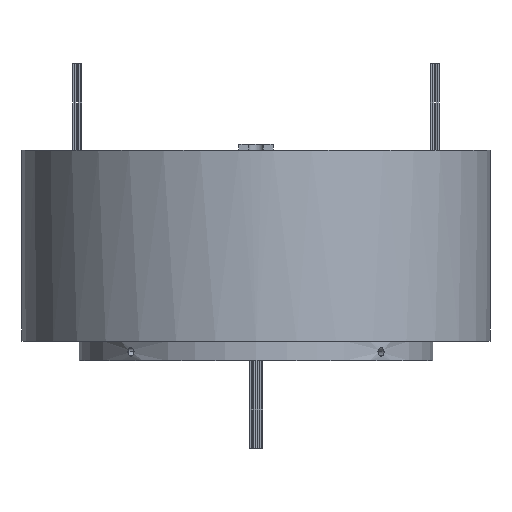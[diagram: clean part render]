
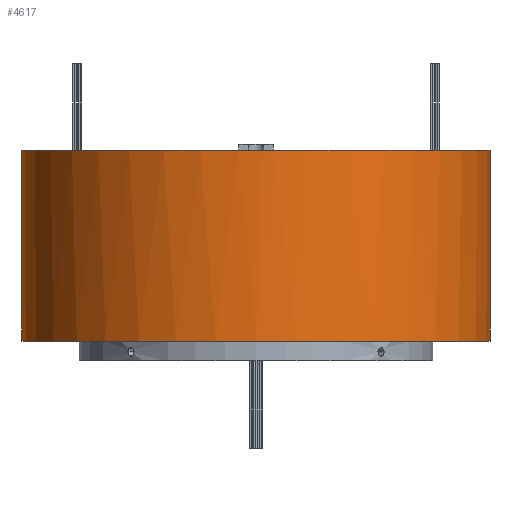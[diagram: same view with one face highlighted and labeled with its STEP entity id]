
A CAD part, front view. The second image highlights one B-rep face of the part: STEP entity #4617.
In plain terms, the highlighted cylindrical face has radius 238 mm (diameter 476 mm), a partial arc.
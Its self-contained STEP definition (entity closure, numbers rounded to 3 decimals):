
#158 = CARTESIAN_POINT ( 'NONE',  ( -238., 0., 214. ) ) ;
#168 = DIRECTION ( 'NONE',  ( 1., 0., 0. ) ) ;
#193 = DIRECTION ( 'NONE',  ( 0., 0., 1. ) ) ;
#212 = CARTESIAN_POINT ( 'NONE',  ( 0., 0., 214. ) ) ;
#340 = CARTESIAN_POINT ( 'NONE',  ( 17.5, -237.356, 214. ) ) ;
#344 = EDGE_CURVE ( 'NONE', #451, #3131, #2395, .T. ) ;
#451 = VERTEX_POINT ( 'NONE', #2541 ) ;
#469 = DIRECTION ( 'NONE',  ( 1., 0., 0. ) ) ;
#547 = CARTESIAN_POINT ( 'NONE',  ( 0., 0., 20. ) ) ;
#676 = VERTEX_POINT ( 'NONE', #2819 ) ;
#680 = EDGE_CURVE ( 'NONE', #1960, #2002, #4624, .T. ) ;
#698 = AXIS2_PLACEMENT_3D ( 'NONE', #4578, #2523, #3342 ) ;
#813 = ORIENTED_EDGE ( 'NONE', *, *, #680, .T. ) ;
#884 = CIRCLE ( 'NONE', #4994, 238. ) ;
#935 = DIRECTION ( 'NONE',  ( 1., 0., 0. ) ) ;
#947 = DIRECTION ( 'NONE',  ( 0., 0., 1. ) ) ;
#951 = DIRECTION ( 'NONE',  ( 0., 0., 1. ) ) ;
#969 = CARTESIAN_POINT ( 'NONE',  ( 0., 0., 214. ) ) ;
#974 = DIRECTION ( 'NONE',  ( 1., 0., 0. ) ) ;
#1031 = CARTESIAN_POINT ( 'NONE',  ( 0., 0., 214. ) ) ;
#1489 = ORIENTED_EDGE ( 'NONE', *, *, #344, .F. ) ;
#1636 = CARTESIAN_POINT ( 'NONE',  ( 238., 0., 20. ) ) ;
#1960 = VERTEX_POINT ( 'NONE', #158 ) ;
#2002 = VERTEX_POINT ( 'NONE', #4384 ) ;
#2033 = ORIENTED_EDGE ( 'NONE', *, *, #3257, .T. ) ;
#2232 = EDGE_CURVE ( 'NONE', #4557, #451, #3152, .T. ) ;
#2239 = EDGE_CURVE ( 'NONE', #676, #4557, #884, .T. ) ;
#2395 = LINE ( 'NONE', #5015, #3472 ) ;
#2444 = EDGE_CURVE ( 'NONE', #1960, #676, #5364, .T. ) ;
#2523 = DIRECTION ( 'NONE',  ( 0., 0., -1. ) ) ;
#2541 = CARTESIAN_POINT ( 'NONE',  ( 238., 0., 214. ) ) ;
#2569 = AXIS2_PLACEMENT_3D ( 'NONE', #547, #3502, #974 ) ;
#2642 = CARTESIAN_POINT ( 'NONE',  ( -238., 0., 214. ) ) ;
#2819 = CARTESIAN_POINT ( 'NONE',  ( -17.5, -237.356, 214. ) ) ;
#3076 = DIRECTION ( 'NONE',  ( 0., 0., -1. ) ) ;
#3119 = CYLINDRICAL_SURFACE ( 'NONE', #698, 238. ) ;
#3131 = VERTEX_POINT ( 'NONE', #1636 ) ;
#3152 = CIRCLE ( 'NONE', #4722, 238. ) ;
#3234 = FACE_OUTER_BOUND ( 'NONE', #5376, .T. ) ;
#3257 = EDGE_CURVE ( 'NONE', #2002, #3131, #5171, .T. ) ;
#3274 = VECTOR ( 'NONE', #5126, 1000. ) ;
#3342 = DIRECTION ( 'NONE',  ( -1., 0., 0. ) ) ;
#3472 = VECTOR ( 'NONE', #3076, 1000. ) ;
#3502 = DIRECTION ( 'NONE',  ( 0., 0., 1. ) ) ;
#3740 = ORIENTED_EDGE ( 'NONE', *, *, #2232, .F. ) ;
#4269 = ORIENTED_EDGE ( 'NONE', *, *, #2239, .F. ) ;
#4384 = CARTESIAN_POINT ( 'NONE',  ( -238., 0., 20. ) ) ;
#4404 = ORIENTED_EDGE ( 'NONE', *, *, #2444, .F. ) ;
#4557 = VERTEX_POINT ( 'NONE', #340 ) ;
#4578 = CARTESIAN_POINT ( 'NONE',  ( 0., 0., 214. ) ) ;
#4617 = ADVANCED_FACE ( 'NONE', ( #3234 ), #3119, .T. ) ;
#4623 = AXIS2_PLACEMENT_3D ( 'NONE', #969, #951, #935 ) ;
#4624 = LINE ( 'NONE', #2642, #3274 ) ;
#4722 = AXIS2_PLACEMENT_3D ( 'NONE', #1031, #947, #469 ) ;
#4994 = AXIS2_PLACEMENT_3D ( 'NONE', #212, #193, #168 ) ;
#5015 = CARTESIAN_POINT ( 'NONE',  ( 238., 0., 214. ) ) ;
#5126 = DIRECTION ( 'NONE',  ( 0., 0., -1. ) ) ;
#5171 = CIRCLE ( 'NONE', #2569, 238. ) ;
#5364 = CIRCLE ( 'NONE', #4623, 238. ) ;
#5376 = EDGE_LOOP ( 'NONE', ( #1489, #3740, #4269, #4404, #813, #2033 ) ) ;
